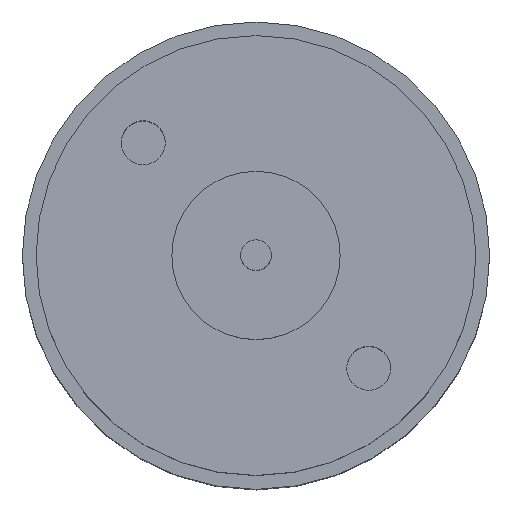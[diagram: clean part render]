
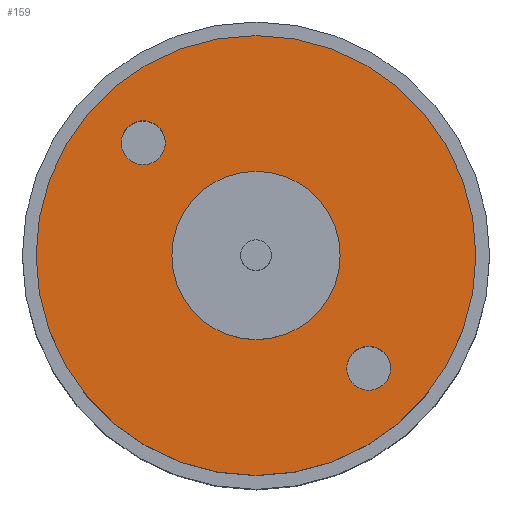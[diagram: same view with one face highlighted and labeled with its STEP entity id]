
A CAD part, top view. The second image highlights one B-rep face of the part: STEP entity #159.
In plain terms, the highlighted planar face has unit normal (0, 0, 1).
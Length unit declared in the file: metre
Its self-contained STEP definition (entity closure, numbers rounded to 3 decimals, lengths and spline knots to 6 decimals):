
#30=ORIENTED_EDGE('',*,*,#53,.F.);
#31=ORIENTED_EDGE('',*,*,#54,.F.);
#32=ORIENTED_EDGE('',*,*,#52,.F.);
#33=ORIENTED_EDGE('',*,*,#55,.T.);
#52=EDGE_CURVE('',#66,#66,#80,.T.);
#53=EDGE_CURVE('',#67,#67,#81,.T.);
#54=EDGE_CURVE('',#68,#68,#82,.T.);
#55=EDGE_CURVE('',#69,#69,#83,.T.);
#66=VERTEX_POINT('',#288);
#67=VERTEX_POINT('',#291);
#68=VERTEX_POINT('',#293);
#69=VERTEX_POINT('',#295);
#80=CIRCLE('',#192,0.02);
#81=CIRCLE('',#194,0.002);
#82=CIRCLE('',#195,0.002);
#83=CIRCLE('',#196,0.00765);
#100=EDGE_LOOP('',(#30));
#101=EDGE_LOOP('',(#31));
#102=EDGE_LOOP('',(#32));
#103=EDGE_LOOP('',(#33));
#128=FACE_BOUND('',#100,.T.);
#129=FACE_BOUND('',#101,.T.);
#130=FACE_BOUND('',#102,.T.);
#131=FACE_BOUND('',#103,.T.);
#148=PLANE('',#193);
#159=ADVANCED_FACE('',(#128,#129,#130,#131),#148,.F.);
#192=AXIS2_PLACEMENT_3D('',#287,#234,#235);
#193=AXIS2_PLACEMENT_3D('',#289,#236,#237);
#194=AXIS2_PLACEMENT_3D('',#290,#238,#239);
#195=AXIS2_PLACEMENT_3D('',#292,#240,#241);
#196=AXIS2_PLACEMENT_3D('',#294,#242,#243);
#234=DIRECTION('',(0.,0.,-1.));
#235=DIRECTION('',(-1.,0.,0.));
#236=DIRECTION('',(0.,0.,-1.));
#237=DIRECTION('',(-1.,0.,0.));
#238=DIRECTION('',(0.,0.,1.));
#239=DIRECTION('',(1.,0.,0.));
#240=DIRECTION('',(0.,0.,1.));
#241=DIRECTION('',(1.,0.,0.));
#242=DIRECTION('',(0.,0.,-1.));
#243=DIRECTION('',(-1.,0.,0.));
#287=CARTESIAN_POINT('',(0.,0.,0.0843));
#288=CARTESIAN_POINT('',(-0.02,0.,0.0843));
#289=CARTESIAN_POINT('',(0.013825,0.,0.0843));
#290=CARTESIAN_POINT('',(0.010253,-0.010253,0.0843));
#291=CARTESIAN_POINT('',(0.012253,-0.010253,0.0843));
#292=CARTESIAN_POINT('',(-0.010253,0.010253,0.0843));
#293=CARTESIAN_POINT('',(-0.008253,0.010253,0.0843));
#294=CARTESIAN_POINT('',(0.,0.,0.0843));
#295=CARTESIAN_POINT('',(-0.00765,0.,0.0843));
